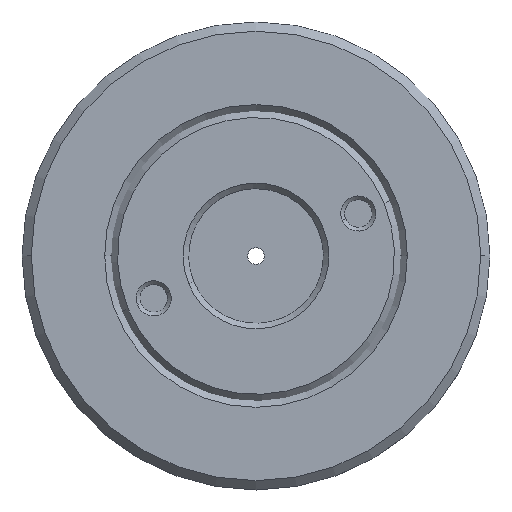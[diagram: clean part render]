
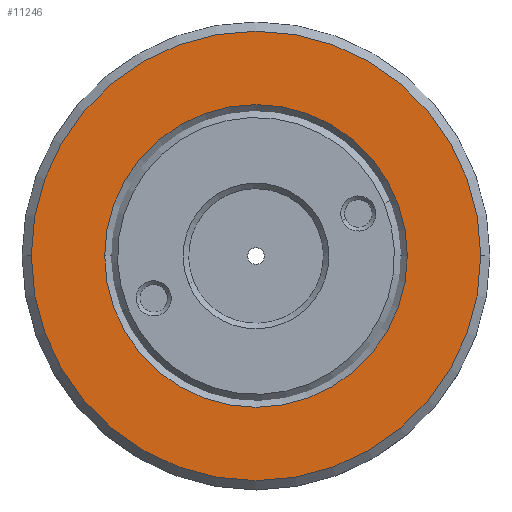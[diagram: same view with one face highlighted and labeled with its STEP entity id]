
A CAD part, top view. The second image highlights one B-rep face of the part: STEP entity #11246.
In plain terms, the highlighted planar face has unit normal (0, 0, 1).
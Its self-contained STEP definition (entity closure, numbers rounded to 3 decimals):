
#51 = CARTESIAN_POINT ( 'NONE',  ( -7.989, -0.903, 4.599 ) ) ;
#389 = AXIS2_PLACEMENT_3D ( 'NONE', #4758, #11189, #17807 ) ;
#508 = VERTEX_POINT ( 'NONE', #11278 ) ;
#677 = ORIENTED_EDGE ( 'NONE', *, *, #11919, .T. ) ;
#1080 = CIRCLE ( 'NONE', #18898, 8.2 ) ;
#2731 = ORIENTED_EDGE ( 'NONE', *, *, #19716, .T. ) ;
#2986 = EDGE_CURVE ( 'NONE', #18337, #13210, #6106, .T. ) ;
#3469 = EDGE_CURVE ( 'NONE', #13210, #18337, #16861, .T. ) ;
#3640 = DIRECTION ( 'NONE',  ( 0., 0., -1. ) ) ;
#4121 = AXIS2_PLACEMENT_3D ( 'NONE', #9385, #15787, #14225 ) ;
#4758 = CARTESIAN_POINT ( 'NONE',  ( -20.164, -0.903, 4.599 ) ) ;
#5191 = FACE_OUTER_BOUND ( 'NONE', #16121, .T. ) ;
#6106 = CIRCLE ( 'NONE', #15848, 12.175 ) ;
#6118 = ORIENTED_EDGE ( 'NONE', *, *, #3469, .F. ) ;
#6246 = VERTEX_POINT ( 'NONE', #10503 ) ;
#8127 = CARTESIAN_POINT ( 'NONE',  ( -32.339, -0.903, 4.599 ) ) ;
#9385 = CARTESIAN_POINT ( 'NONE',  ( -20.164, -0.903, 4.599 ) ) ;
#9814 = CIRCLE ( 'NONE', #4121, 8.2 ) ;
#10503 = CARTESIAN_POINT ( 'NONE',  ( -11.964, -0.903, 4.599 ) ) ;
#11189 = DIRECTION ( 'NONE',  ( 0., 0., -1. ) ) ;
#11246 = ADVANCED_FACE ( 'NONE', ( #17530, #5191 ), #13399, .T. ) ;
#11278 = CARTESIAN_POINT ( 'NONE',  ( -28.364, -0.903, 4.599 ) ) ;
#11610 = CARTESIAN_POINT ( 'NONE',  ( -20.164, -0.903, 4.599 ) ) ;
#11810 = DIRECTION ( 'NONE',  ( 0., 0., 1. ) ) ;
#11919 = EDGE_CURVE ( 'NONE', #508, #6246, #1080, .T. ) ;
#12359 = ORIENTED_EDGE ( 'NONE', *, *, #2986, .F. ) ;
#13210 = VERTEX_POINT ( 'NONE', #8127 ) ;
#13399 = PLANE ( 'NONE',  #18277 ) ;
#13653 = CARTESIAN_POINT ( 'NONE',  ( -20.164, -0.903, 4.599 ) ) ;
#14225 = DIRECTION ( 'NONE',  ( 1., 0., 0. ) ) ;
#15107 = DIRECTION ( 'NONE',  ( -1., 0., 0. ) ) ;
#15418 = EDGE_LOOP ( 'NONE', ( #2731, #677 ) ) ;
#15787 = DIRECTION ( 'NONE',  ( 0., 0., -1. ) ) ;
#15848 = AXIS2_PLACEMENT_3D ( 'NONE', #16792, #3640, #15107 ) ;
#16121 = EDGE_LOOP ( 'NONE', ( #6118, #12359 ) ) ;
#16792 = CARTESIAN_POINT ( 'NONE',  ( -20.164, -0.903, 4.599 ) ) ;
#16861 = CIRCLE ( 'NONE', #389, 12.175 ) ;
#17530 = FACE_BOUND ( 'NONE', #15418, .T. ) ;
#17807 = DIRECTION ( 'NONE',  ( -1., 0., 0. ) ) ;
#18122 = DIRECTION ( 'NONE',  ( 1., 0., 0. ) ) ;
#18277 = AXIS2_PLACEMENT_3D ( 'NONE', #11610, #11810, #18122 ) ;
#18337 = VERTEX_POINT ( 'NONE', #51 ) ;
#18489 = DIRECTION ( 'NONE',  ( 0., 0., -1. ) ) ;
#18898 = AXIS2_PLACEMENT_3D ( 'NONE', #13653, #18489, #20590 ) ;
#19716 = EDGE_CURVE ( 'NONE', #6246, #508, #9814, .T. ) ;
#20590 = DIRECTION ( 'NONE',  ( 1., 0., 0. ) ) ;
